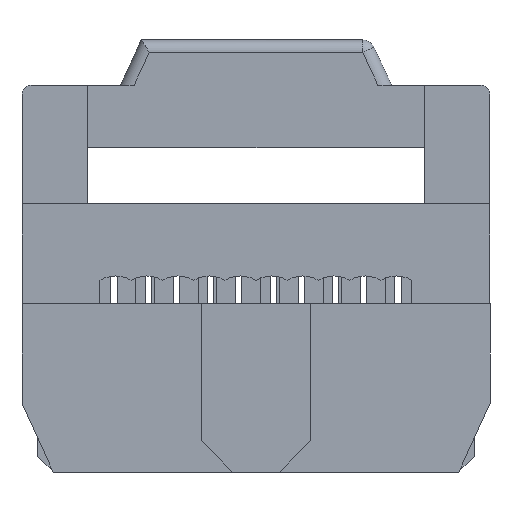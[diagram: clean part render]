
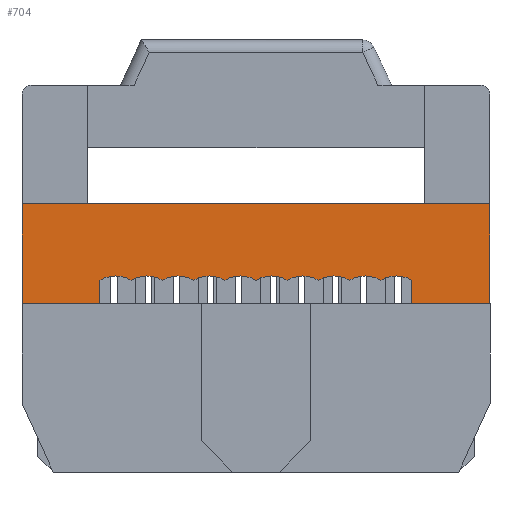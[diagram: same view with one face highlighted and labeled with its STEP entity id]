
A CAD part, front view. The second image highlights one B-rep face of the part: STEP entity #704.
In plain terms, the highlighted planar face has unit normal (0, -1, 0).
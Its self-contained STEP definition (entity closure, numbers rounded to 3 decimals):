
#704 = ADVANCED_FACE( '', ( #1590 ), #1591, .F. );
#1590 = FACE_OUTER_BOUND( '', #2735, .T. );
#1591 = PLANE( '', #2736 );
#2735 = EDGE_LOOP( '', ( #4319, #4320, #4321, #4322, #4323, #4324, #4325, #4326, #4327, #4328, #4329, #4330, #4331, #4332, #4333, #4334, #4335 ) );
#2736 = AXIS2_PLACEMENT_3D( '', #4336, #4337, #4338 );
#4319 = ORIENTED_EDGE( '', *, *, #7607, .F. );
#4320 = ORIENTED_EDGE( '', *, *, #7608, .F. );
#4321 = ORIENTED_EDGE( '', *, *, #7609, .F. );
#4322 = ORIENTED_EDGE( '', *, *, #7418, .F. );
#4323 = ORIENTED_EDGE( '', *, *, #7610, .F. );
#4324 = ORIENTED_EDGE( '', *, *, #7611, .F. );
#4325 = ORIENTED_EDGE( '', *, *, #7612, .F. );
#4326 = ORIENTED_EDGE( '', *, *, #7378, .F. );
#4327 = ORIENTED_EDGE( '', *, *, #7613, .F. );
#4328 = ORIENTED_EDGE( '', *, *, #7614, .F. );
#4329 = ORIENTED_EDGE( '', *, *, #7615, .F. );
#4330 = ORIENTED_EDGE( '', *, *, #7616, .F. );
#4331 = ORIENTED_EDGE( '', *, *, #7617, .F. );
#4332 = ORIENTED_EDGE( '', *, *, #7618, .F. );
#4333 = ORIENTED_EDGE( '', *, *, #7619, .F. );
#4334 = ORIENTED_EDGE( '', *, *, #7620, .F. );
#4335 = ORIENTED_EDGE( '', *, *, #7520, .F. );
#4336 = CARTESIAN_POINT( '', ( 0., -2.1, 0. ) );
#4337 = DIRECTION( '', ( 0., 1., 0. ) );
#4338 = DIRECTION( '', ( 0., 0., 1. ) );
#7378 = EDGE_CURVE( '', #8929, #8931, #8932, .T. );
#7418 = EDGE_CURVE( '', #9003, #9005, #9006, .T. );
#7520 = EDGE_CURVE( '', #9180, #9182, #9183, .T. );
#7607 = EDGE_CURVE( '', #9320, #9180, #9321, .T. );
#7608 = EDGE_CURVE( '', #9322, #9320, #9323, .T. );
#7609 = EDGE_CURVE( '', #9005, #9322, #9324, .T. );
#7610 = EDGE_CURVE( '', #9325, #9003, #9326, .T. );
#7611 = EDGE_CURVE( '', #9327, #9325, #9328, .T. );
#7612 = EDGE_CURVE( '', #8931, #9327, #9329, .T. );
#7613 = EDGE_CURVE( '', #9330, #8929, #9331, .T. );
#7614 = EDGE_CURVE( '', #9332, #9330, #9333, .T. );
#7615 = EDGE_CURVE( '', #9334, #9332, #9335, .T. );
#7616 = EDGE_CURVE( '', #9336, #9334, #9337, .T. );
#7617 = EDGE_CURVE( '', #9338, #9336, #9339, .T. );
#7618 = EDGE_CURVE( '', #9340, #9338, #9341, .T. );
#7619 = EDGE_CURVE( '', #9342, #9340, #9343, .T. );
#7620 = EDGE_CURVE( '', #9182, #9342, #9344, .T. );
#8929 = VERTEX_POINT( '', #11151 );
#8931 = VERTEX_POINT( '', #11154 );
#8932 = LINE( '', #11155, #11156 );
#9003 = VERTEX_POINT( '', #11262 );
#9005 = VERTEX_POINT( '', #11265 );
#9006 = LINE( '', #11266, #11267 );
#9180 = VERTEX_POINT( '', #11518 );
#9182 = VERTEX_POINT( '', #11521 );
#9183 = CIRCLE( '', #11522, 1. );
#9320 = VERTEX_POINT( '', #11723 );
#9321 = CIRCLE( '', #11724, 1. );
#9322 = VERTEX_POINT( '', #11725 );
#9323 = CIRCLE( '', #11726, 1. );
#9324 = LINE( '', #11727, #11728 );
#9325 = VERTEX_POINT( '', #11729 );
#9326 = LINE( '', #11730, #11731 );
#9327 = VERTEX_POINT( '', #11732 );
#9328 = LINE( '', #11733, #11734 );
#9329 = LINE( '', #11735, #11736 );
#9330 = VERTEX_POINT( '', #11737 );
#9331 = LINE( '', #11738, #11739 );
#9332 = VERTEX_POINT( '', #11740 );
#9333 = CIRCLE( '', #11741, 1. );
#9334 = VERTEX_POINT( '', #11742 );
#9335 = CIRCLE( '', #11743, 1. );
#9336 = VERTEX_POINT( '', #11744 );
#9337 = CIRCLE( '', #11745, 1. );
#9338 = VERTEX_POINT( '', #11746 );
#9339 = CIRCLE( '', #11747, 1. );
#9340 = VERTEX_POINT( '', #11748 );
#9341 = CIRCLE( '', #11749, 1. );
#9342 = VERTEX_POINT( '', #11750 );
#9343 = CIRCLE( '', #11751, 1. );
#9344 = CIRCLE( '', #11752, 1. );
#11151 = CARTESIAN_POINT( '', ( -5., -2.1, -1.6 ) );
#11154 = CARTESIAN_POINT( '', ( -7.5, -2.1, -1.6 ) );
#11155 = CARTESIAN_POINT( '', ( 7.5, -2.1, -1.6 ) );
#11156 = VECTOR( '', #13837, 1000. );
#11262 = CARTESIAN_POINT( '', ( 7.5, -2.1, -1.6 ) );
#11265 = CARTESIAN_POINT( '', ( 5., -2.1, -1.6 ) );
#11266 = CARTESIAN_POINT( '', ( 7.5, -2.1, -1.6 ) );
#11267 = VECTOR( '', #13874, 1000. );
#11518 = CARTESIAN_POINT( '', ( 3., -2.1, -0.85 ) );
#11521 = CARTESIAN_POINT( '', ( 2., -2.1, -0.85 ) );
#11522 = AXIS2_PLACEMENT_3D( '', #13968, #13969, #13970 );
#11723 = CARTESIAN_POINT( '', ( 4., -2.1, -0.85 ) );
#11724 = AXIS2_PLACEMENT_3D( '', #14044, #14045, #14046 );
#11725 = CARTESIAN_POINT( '', ( 5., -2.1, -0.85 ) );
#11726 = AXIS2_PLACEMENT_3D( '', #14047, #14048, #14049 );
#11727 = CARTESIAN_POINT( '', ( 5., -2.1, -0.85 ) );
#11728 = VECTOR( '', #14050, 1000. );
#11729 = CARTESIAN_POINT( '', ( 7.5, -2.1, 1.6 ) );
#11730 = CARTESIAN_POINT( '', ( 7.5, -2.1, 1.6 ) );
#11731 = VECTOR( '', #14051, 1000. );
#11732 = CARTESIAN_POINT( '', ( -7.5, -2.1, 1.6 ) );
#11733 = CARTESIAN_POINT( '', ( -7.5, -2.1, 1.6 ) );
#11734 = VECTOR( '', #14052, 1000. );
#11735 = CARTESIAN_POINT( '', ( -7.5, -2.1, -1.6 ) );
#11736 = VECTOR( '', #14053, 1000. );
#11737 = CARTESIAN_POINT( '', ( -5., -2.1, -0.85 ) );
#11738 = CARTESIAN_POINT( '', ( -5., -2.1, -0.85 ) );
#11739 = VECTOR( '', #14054, 1000. );
#11740 = CARTESIAN_POINT( '', ( -4., -2.1, -0.85 ) );
#11741 = AXIS2_PLACEMENT_3D( '', #14055, #14056, #14057 );
#11742 = CARTESIAN_POINT( '', ( -3., -2.1, -0.85 ) );
#11743 = AXIS2_PLACEMENT_3D( '', #14058, #14059, #14060 );
#11744 = CARTESIAN_POINT( '', ( -2., -2.1, -0.85 ) );
#11745 = AXIS2_PLACEMENT_3D( '', #14061, #14062, #14063 );
#11746 = CARTESIAN_POINT( '', ( -1., -2.1, -0.85 ) );
#11747 = AXIS2_PLACEMENT_3D( '', #14064, #14065, #14066 );
#11748 = CARTESIAN_POINT( '', ( 0., -2.1, -0.85 ) );
#11749 = AXIS2_PLACEMENT_3D( '', #14067, #14068, #14069 );
#11750 = CARTESIAN_POINT( '', ( 1., -2.1, -0.85 ) );
#11751 = AXIS2_PLACEMENT_3D( '', #14070, #14071, #14072 );
#11752 = AXIS2_PLACEMENT_3D( '', #14073, #14074, #14075 );
#13837 = DIRECTION( '', ( -1., 0., 0. ) );
#13874 = DIRECTION( '', ( -1., 0., 0. ) );
#13968 = CARTESIAN_POINT( '', ( 2.5, -2.1, -1.716 ) );
#13969 = DIRECTION( '', ( 0., -1., 0. ) );
#13970 = DIRECTION( '', ( 1., 0., 0. ) );
#14044 = CARTESIAN_POINT( '', ( 3.5, -2.1, -1.716 ) );
#14045 = DIRECTION( '', ( 0., -1., 0. ) );
#14046 = DIRECTION( '', ( 1., 0., 0. ) );
#14047 = CARTESIAN_POINT( '', ( 4.5, -2.1, -1.716 ) );
#14048 = DIRECTION( '', ( 0., -1., 0. ) );
#14049 = DIRECTION( '', ( 1., 0., 0. ) );
#14050 = DIRECTION( '', ( 0., 0., 1. ) );
#14051 = DIRECTION( '', ( 0., 0., -1. ) );
#14052 = DIRECTION( '', ( 1., 0., 0. ) );
#14053 = DIRECTION( '', ( 0., 0., 1. ) );
#14054 = DIRECTION( '', ( 0., 0., -1. ) );
#14055 = CARTESIAN_POINT( '', ( -4.5, -2.1, -1.716 ) );
#14056 = DIRECTION( '', ( 0., -1., 0. ) );
#14057 = DIRECTION( '', ( 1., 0., 0. ) );
#14058 = CARTESIAN_POINT( '', ( -3.5, -2.1, -1.716 ) );
#14059 = DIRECTION( '', ( 0., -1., 0. ) );
#14060 = DIRECTION( '', ( 1., 0., 0. ) );
#14061 = CARTESIAN_POINT( '', ( -2.5, -2.1, -1.716 ) );
#14062 = DIRECTION( '', ( 0., -1., 0. ) );
#14063 = DIRECTION( '', ( 1., 0., 0. ) );
#14064 = CARTESIAN_POINT( '', ( -1.5, -2.1, -1.716 ) );
#14065 = DIRECTION( '', ( 0., -1., 0. ) );
#14066 = DIRECTION( '', ( 1., 0., 0. ) );
#14067 = CARTESIAN_POINT( '', ( -0.5, -2.1, -1.716 ) );
#14068 = DIRECTION( '', ( 0., -1., 0. ) );
#14069 = DIRECTION( '', ( 1., 0., 0. ) );
#14070 = CARTESIAN_POINT( '', ( 0.5, -2.1, -1.716 ) );
#14071 = DIRECTION( '', ( 0., -1., 0. ) );
#14072 = DIRECTION( '', ( 1., 0., 0. ) );
#14073 = CARTESIAN_POINT( '', ( 1.5, -2.1, -1.716 ) );
#14074 = DIRECTION( '', ( 0., -1., 0. ) );
#14075 = DIRECTION( '', ( 1., 0., 0. ) );
